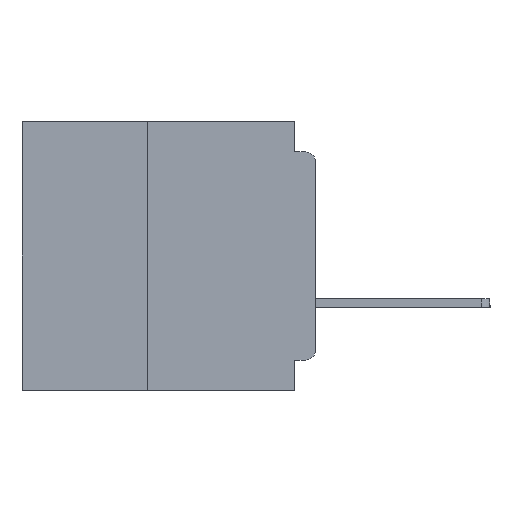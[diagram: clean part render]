
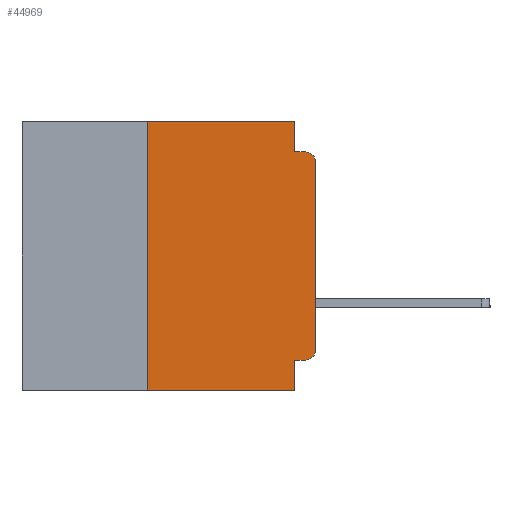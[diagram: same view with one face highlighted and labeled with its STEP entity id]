
A CAD part, left-side view. The second image highlights one B-rep face of the part: STEP entity #44969.
In plain terms, the highlighted planar face has unit normal (-1, 0, 0).
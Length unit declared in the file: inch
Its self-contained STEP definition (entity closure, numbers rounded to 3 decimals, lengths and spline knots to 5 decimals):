
#695 = ORIENTED_EDGE ( 'NONE', *, *, #2542, .T. ) ;
#1217 = DIRECTION ( 'NONE',  ( 0., 0., 1. ) ) ;
#1578 = DIRECTION ( 'NONE',  ( 0., 0., -1. ) ) ;
#2014 = EDGE_CURVE ( 'NONE', #44783, #32209, #42570, .T. ) ;
#2115 = VERTEX_POINT ( 'NONE', #17831 ) ;
#2542 = EDGE_CURVE ( 'NONE', #56702, #2115, #31056, .T. ) ;
#3313 = CARTESIAN_POINT ( 'NONE',  ( 0., 0.031, -0.355 ) ) ;
#3963 = CARTESIAN_POINT ( 'NONE',  ( 0., 0.25, -0.4 ) ) ;
#5338 = DIRECTION ( 'NONE',  ( 0., -1., 0. ) ) ;
#5800 = DIRECTION ( 'NONE',  ( 0., 1., 0. ) ) ;
#5838 = VECTOR ( 'NONE', #5338, 39.37008 ) ;
#5903 = LINE ( 'NONE', #34049, #43338 ) ;
#5913 = AXIS2_PLACEMENT_3D ( 'NONE', #60027, #30883, #1578 ) ;
#6179 = CARTESIAN_POINT ( 'NONE',  ( 0., 0., 0. ) ) ;
#6880 = ORIENTED_EDGE ( 'NONE', *, *, #26952, .F. ) ;
#7863 = CARTESIAN_POINT ( 'NONE',  ( 0., 0.031, -0.045 ) ) ;
#9847 = EDGE_LOOP ( 'NONE', ( #695, #31089, #19106, #42772, #11508, #36957, #15300, #6880, #52818, #18779 ) ) ;
#10423 = DIRECTION ( 'NONE',  ( 0., 0., -1. ) ) ;
#10974 = LINE ( 'NONE', #53016, #35306 ) ;
#11247 = LINE ( 'NONE', #33424, #61416 ) ;
#11508 = ORIENTED_EDGE ( 'NONE', *, *, #44314, .F. ) ;
#12109 = CARTESIAN_POINT ( 'NONE',  ( 0., 0.25, -0.4 ) ) ;
#13558 = VECTOR ( 'NONE', #1217, 39.37008 ) ;
#15300 = ORIENTED_EDGE ( 'NONE', *, *, #17848, .T. ) ;
#15889 = LINE ( 'NONE', #30142, #27261 ) ;
#16083 = VECTOR ( 'NONE', #41526, 39.37008 ) ;
#17831 = CARTESIAN_POINT ( 'NONE',  ( 0., 0., -0.06 ) ) ;
#17848 = EDGE_CURVE ( 'NONE', #44783, #48321, #28998, .T. ) ;
#18779 = ORIENTED_EDGE ( 'NONE', *, *, #26242, .T. ) ;
#19106 = ORIENTED_EDGE ( 'NONE', *, *, #50434, .F. ) ;
#19910 = AXIS2_PLACEMENT_3D ( 'NONE', #21898, #55907, #26771 ) ;
#20035 = CARTESIAN_POINT ( 'NONE',  ( 0., 0.437, 0. ) ) ;
#21898 = CARTESIAN_POINT ( 'NONE',  ( 0., 0.015, -0.34 ) ) ;
#23157 = VERTEX_POINT ( 'NONE', #25045 ) ;
#24642 = CARTESIAN_POINT ( 'NONE',  ( 0., 0.25, 0. ) ) ;
#25045 = CARTESIAN_POINT ( 'NONE',  ( 0., 0.031, 0. ) ) ;
#25519 = EDGE_CURVE ( 'NONE', #2115, #41352, #47733, .T. ) ;
#26242 = EDGE_CURVE ( 'NONE', #44289, #56702, #27811, .T. ) ;
#26771 = DIRECTION ( 'NONE',  ( 0., 0., -1. ) ) ;
#26810 = VERTEX_POINT ( 'NONE', #3313 ) ;
#26952 = EDGE_CURVE ( 'NONE', #26810, #48321, #10974, .T. ) ;
#27261 = VECTOR ( 'NONE', #5800, 39.37008 ) ;
#27811 = CIRCLE ( 'NONE', #19910, 0.015 ) ;
#28763 = DIRECTION ( 'NONE',  ( 0., 0., -1. ) ) ;
#28998 = LINE ( 'NONE', #31712, #16083 ) ;
#29607 = VECTOR ( 'NONE', #60777, 39.37008 ) ;
#30142 = CARTESIAN_POINT ( 'NONE',  ( 0., 0., -0.355 ) ) ;
#30348 = EDGE_CURVE ( 'NONE', #44289, #26810, #15889, .T. ) ;
#30883 = DIRECTION ( 'NONE',  ( -1., 0., 0. ) ) ;
#30886 = CARTESIAN_POINT ( 'NONE',  ( 0., 0.015, -0.045 ) ) ;
#31056 = LINE ( 'NONE', #6179, #13558 ) ;
#31089 = ORIENTED_EDGE ( 'NONE', *, *, #25519, .T. ) ;
#31250 = VERTEX_POINT ( 'NONE', #7863 ) ;
#31427 = EDGE_CURVE ( 'NONE', #23157, #31250, #11247, .T. ) ;
#31712 = CARTESIAN_POINT ( 'NONE',  ( 0., 0.437, -0.4 ) ) ;
#32209 = VERTEX_POINT ( 'NONE', #24642 ) ;
#33424 = CARTESIAN_POINT ( 'NONE',  ( 0., 0.031, 0. ) ) ;
#34049 = CARTESIAN_POINT ( 'NONE',  ( 0., 0., -0.045 ) ) ;
#35306 = VECTOR ( 'NONE', #28763, 39.37008 ) ;
#35537 = FACE_OUTER_BOUND ( 'NONE', #9847, .T. ) ;
#36957 = ORIENTED_EDGE ( 'NONE', *, *, #2014, .F. ) ;
#38944 = DIRECTION ( 'NONE',  ( 0., -1., 0. ) ) ;
#39585 = DIRECTION ( 'NONE',  ( 1., 0., 0. ) ) ;
#41352 = VERTEX_POINT ( 'NONE', #30886 ) ;
#41526 = DIRECTION ( 'NONE',  ( 0., -1., 0. ) ) ;
#42570 = LINE ( 'NONE', #12109, #29607 ) ;
#42772 = ORIENTED_EDGE ( 'NONE', *, *, #31427, .F. ) ;
#43338 = VECTOR ( 'NONE', #38944, 39.37008 ) ;
#44183 = CARTESIAN_POINT ( 'NONE',  ( 0., 0.015, -0.355 ) ) ;
#44289 = VERTEX_POINT ( 'NONE', #44183 ) ;
#44314 = EDGE_CURVE ( 'NONE', #32209, #23157, #57688, .T. ) ;
#44783 = VERTEX_POINT ( 'NONE', #3963 ) ;
#44969 = ADVANCED_FACE ( 'NONE', ( #35537 ), #58921, .F. ) ;
#46495 = CARTESIAN_POINT ( 'NONE',  ( 0., 0.031, -0.4 ) ) ;
#47733 = CIRCLE ( 'NONE', #5913, 0.015 ) ;
#48066 = CARTESIAN_POINT ( 'NONE',  ( 0., 0., -0.34 ) ) ;
#48118 = DIRECTION ( 'NONE',  ( 0., 0., -1. ) ) ;
#48321 = VERTEX_POINT ( 'NONE', #46495 ) ;
#50434 = EDGE_CURVE ( 'NONE', #31250, #41352, #5903, .T. ) ;
#52818 = ORIENTED_EDGE ( 'NONE', *, *, #30348, .F. ) ;
#53016 = CARTESIAN_POINT ( 'NONE',  ( 0., 0.031, -0.4 ) ) ;
#53921 = CARTESIAN_POINT ( 'NONE',  ( 0., 0.437, 0. ) ) ;
#55907 = DIRECTION ( 'NONE',  ( -1., 0., 0. ) ) ;
#56702 = VERTEX_POINT ( 'NONE', #48066 ) ;
#57688 = LINE ( 'NONE', #53921, #5838 ) ;
#58921 = PLANE ( 'NONE',  #60146 ) ;
#60027 = CARTESIAN_POINT ( 'NONE',  ( 0., 0.015, -0.06 ) ) ;
#60146 = AXIS2_PLACEMENT_3D ( 'NONE', #20035, #39585, #10423 ) ;
#60777 = DIRECTION ( 'NONE',  ( 0., 0., 1. ) ) ;
#61416 = VECTOR ( 'NONE', #48118, 39.37008 ) ;
